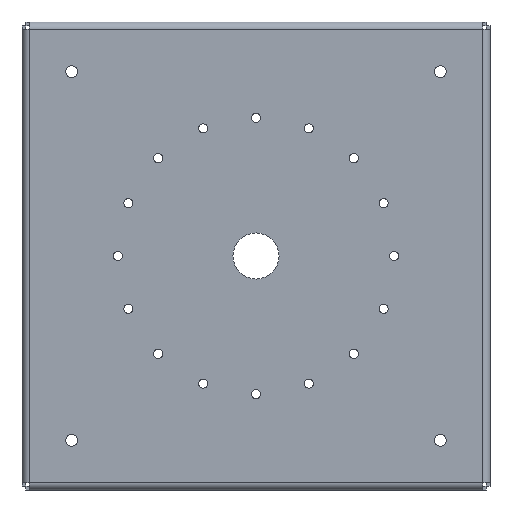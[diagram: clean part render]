
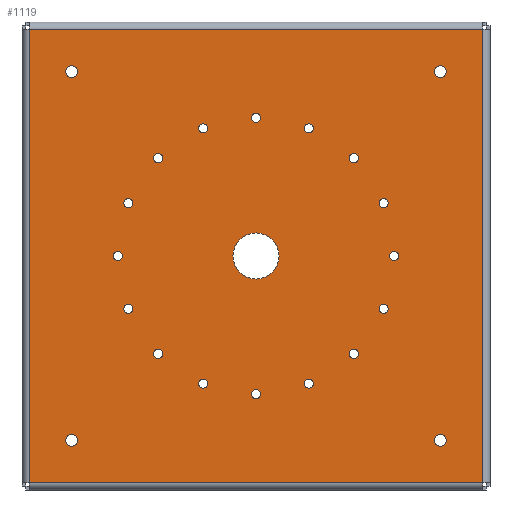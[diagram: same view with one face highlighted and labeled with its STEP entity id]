
A CAD part, front view. The second image highlights one B-rep face of the part: STEP entity #1119.
In plain terms, the highlighted planar face has unit normal (0, -1, 0).
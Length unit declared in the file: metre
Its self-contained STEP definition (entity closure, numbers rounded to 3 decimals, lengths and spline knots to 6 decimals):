
#24=LINE('',#1754,#108);
#25=LINE('',#1757,#109);
#26=LINE('',#1759,#110);
#27=LINE('',#1761,#111);
#108=VECTOR('',#1438,1.);
#109=VECTOR('',#1439,1.);
#110=VECTOR('',#1440,1.);
#111=VECTOR('',#1441,1.);
#189=PLANE('',#1241);
#293=ORIENTED_EDGE('',*,*,#511,.F.);
#294=ORIENTED_EDGE('',*,*,#513,.F.);
#295=ORIENTED_EDGE('',*,*,#515,.F.);
#296=ORIENTED_EDGE('',*,*,#517,.F.);
#297=ORIENTED_EDGE('',*,*,#519,.F.);
#298=ORIENTED_EDGE('',*,*,#521,.F.);
#299=ORIENTED_EDGE('',*,*,#523,.F.);
#300=ORIENTED_EDGE('',*,*,#525,.F.);
#301=ORIENTED_EDGE('',*,*,#527,.F.);
#302=ORIENTED_EDGE('',*,*,#529,.F.);
#303=ORIENTED_EDGE('',*,*,#531,.F.);
#304=ORIENTED_EDGE('',*,*,#533,.F.);
#305=ORIENTED_EDGE('',*,*,#535,.F.);
#306=ORIENTED_EDGE('',*,*,#537,.F.);
#307=ORIENTED_EDGE('',*,*,#539,.F.);
#308=ORIENTED_EDGE('',*,*,#541,.F.);
#309=ORIENTED_EDGE('',*,*,#543,.F.);
#310=ORIENTED_EDGE('',*,*,#545,.F.);
#311=ORIENTED_EDGE('',*,*,#547,.F.);
#312=ORIENTED_EDGE('',*,*,#549,.F.);
#313=ORIENTED_EDGE('',*,*,#551,.F.);
#314=ORIENTED_EDGE('',*,*,#556,.F.);
#315=ORIENTED_EDGE('',*,*,#557,.T.);
#316=ORIENTED_EDGE('',*,*,#558,.T.);
#317=ORIENTED_EDGE('',*,*,#559,.F.);
#511=EDGE_CURVE('',#653,#653,#751,.T.);
#513=EDGE_CURVE('',#655,#655,#753,.T.);
#515=EDGE_CURVE('',#657,#657,#755,.T.);
#517=EDGE_CURVE('',#659,#659,#757,.T.);
#519=EDGE_CURVE('',#661,#661,#759,.T.);
#521=EDGE_CURVE('',#663,#663,#761,.T.);
#523=EDGE_CURVE('',#665,#665,#763,.T.);
#525=EDGE_CURVE('',#667,#667,#765,.T.);
#527=EDGE_CURVE('',#669,#669,#767,.T.);
#529=EDGE_CURVE('',#671,#671,#769,.T.);
#531=EDGE_CURVE('',#673,#673,#771,.T.);
#533=EDGE_CURVE('',#675,#675,#773,.T.);
#535=EDGE_CURVE('',#677,#677,#775,.T.);
#537=EDGE_CURVE('',#679,#679,#777,.T.);
#539=EDGE_CURVE('',#681,#681,#779,.T.);
#541=EDGE_CURVE('',#683,#683,#781,.T.);
#543=EDGE_CURVE('',#685,#685,#783,.T.);
#545=EDGE_CURVE('',#687,#687,#785,.T.);
#547=EDGE_CURVE('',#689,#689,#787,.T.);
#549=EDGE_CURVE('',#691,#691,#789,.T.);
#551=EDGE_CURVE('',#693,#693,#791,.T.);
#556=EDGE_CURVE('',#698,#699,#24,.T.);
#557=EDGE_CURVE('',#698,#700,#25,.T.);
#558=EDGE_CURVE('',#700,#701,#26,.T.);
#559=EDGE_CURVE('',#699,#701,#27,.T.);
#653=VERTEX_POINT('',#1643);
#655=VERTEX_POINT('',#1648);
#657=VERTEX_POINT('',#1653);
#659=VERTEX_POINT('',#1658);
#661=VERTEX_POINT('',#1663);
#663=VERTEX_POINT('',#1668);
#665=VERTEX_POINT('',#1673);
#667=VERTEX_POINT('',#1678);
#669=VERTEX_POINT('',#1683);
#671=VERTEX_POINT('',#1688);
#673=VERTEX_POINT('',#1693);
#675=VERTEX_POINT('',#1698);
#677=VERTEX_POINT('',#1703);
#679=VERTEX_POINT('',#1708);
#681=VERTEX_POINT('',#1713);
#683=VERTEX_POINT('',#1718);
#685=VERTEX_POINT('',#1723);
#687=VERTEX_POINT('',#1728);
#689=VERTEX_POINT('',#1733);
#691=VERTEX_POINT('',#1738);
#693=VERTEX_POINT('',#1743);
#698=VERTEX_POINT('',#1755);
#699=VERTEX_POINT('',#1756);
#700=VERTEX_POINT('',#1758);
#701=VERTEX_POINT('',#1760);
#751=CIRCLE('',#1179,0.0065);
#753=CIRCLE('',#1182,0.0065);
#755=CIRCLE('',#1185,0.0065);
#757=CIRCLE('',#1188,0.0065);
#759=CIRCLE('',#1191,0.005);
#761=CIRCLE('',#1194,0.005);
#763=CIRCLE('',#1197,0.005);
#765=CIRCLE('',#1200,0.005);
#767=CIRCLE('',#1203,0.005);
#769=CIRCLE('',#1206,0.005);
#771=CIRCLE('',#1209,0.005);
#773=CIRCLE('',#1212,0.005);
#775=CIRCLE('',#1215,0.005);
#777=CIRCLE('',#1218,0.005);
#779=CIRCLE('',#1221,0.005);
#781=CIRCLE('',#1224,0.005);
#783=CIRCLE('',#1227,0.005);
#785=CIRCLE('',#1230,0.005);
#787=CIRCLE('',#1233,0.005);
#789=CIRCLE('',#1236,0.005);
#791=CIRCLE('',#1239,0.025);
#872=EDGE_LOOP('',(#293));
#873=EDGE_LOOP('',(#294));
#874=EDGE_LOOP('',(#295));
#875=EDGE_LOOP('',(#296));
#876=EDGE_LOOP('',(#297));
#877=EDGE_LOOP('',(#298));
#878=EDGE_LOOP('',(#299));
#879=EDGE_LOOP('',(#300));
#880=EDGE_LOOP('',(#301));
#881=EDGE_LOOP('',(#302));
#882=EDGE_LOOP('',(#303));
#883=EDGE_LOOP('',(#304));
#884=EDGE_LOOP('',(#305));
#885=EDGE_LOOP('',(#306));
#886=EDGE_LOOP('',(#307));
#887=EDGE_LOOP('',(#308));
#888=EDGE_LOOP('',(#309));
#889=EDGE_LOOP('',(#310));
#890=EDGE_LOOP('',(#311));
#891=EDGE_LOOP('',(#312));
#892=EDGE_LOOP('',(#313));
#893=EDGE_LOOP('',(#314,#315,#316,#317));
#1002=FACE_BOUND('',#872,.T.);
#1003=FACE_BOUND('',#873,.T.);
#1004=FACE_BOUND('',#874,.T.);
#1005=FACE_BOUND('',#875,.T.);
#1006=FACE_BOUND('',#876,.T.);
#1007=FACE_BOUND('',#877,.T.);
#1008=FACE_BOUND('',#878,.T.);
#1009=FACE_BOUND('',#879,.T.);
#1010=FACE_BOUND('',#880,.T.);
#1011=FACE_BOUND('',#881,.T.);
#1012=FACE_BOUND('',#882,.T.);
#1013=FACE_BOUND('',#883,.T.);
#1014=FACE_BOUND('',#884,.T.);
#1015=FACE_BOUND('',#885,.T.);
#1016=FACE_BOUND('',#886,.T.);
#1017=FACE_BOUND('',#887,.T.);
#1018=FACE_BOUND('',#888,.T.);
#1019=FACE_BOUND('',#889,.T.);
#1020=FACE_BOUND('',#890,.T.);
#1021=FACE_BOUND('',#891,.T.);
#1022=FACE_BOUND('',#892,.T.);
#1023=FACE_BOUND('',#893,.T.);
#1119=ADVANCED_FACE('',(#1002,#1003,#1004,#1005,#1006,#1007,#1008,#1009,
#1010,#1011,#1012,#1013,#1014,#1015,#1016,#1017,#1018,#1019,#1020,#1021,
#1022,#1023),#189,.T.);
#1179=AXIS2_PLACEMENT_3D('',#1642,#1308,#1309);
#1182=AXIS2_PLACEMENT_3D('',#1647,#1314,#1315);
#1185=AXIS2_PLACEMENT_3D('',#1652,#1320,#1321);
#1188=AXIS2_PLACEMENT_3D('',#1657,#1326,#1327);
#1191=AXIS2_PLACEMENT_3D('',#1662,#1332,#1333);
#1194=AXIS2_PLACEMENT_3D('',#1667,#1338,#1339);
#1197=AXIS2_PLACEMENT_3D('',#1672,#1344,#1345);
#1200=AXIS2_PLACEMENT_3D('',#1677,#1350,#1351);
#1203=AXIS2_PLACEMENT_3D('',#1682,#1356,#1357);
#1206=AXIS2_PLACEMENT_3D('',#1687,#1362,#1363);
#1209=AXIS2_PLACEMENT_3D('',#1692,#1368,#1369);
#1212=AXIS2_PLACEMENT_3D('',#1697,#1374,#1375);
#1215=AXIS2_PLACEMENT_3D('',#1702,#1380,#1381);
#1218=AXIS2_PLACEMENT_3D('',#1707,#1386,#1387);
#1221=AXIS2_PLACEMENT_3D('',#1712,#1392,#1393);
#1224=AXIS2_PLACEMENT_3D('',#1717,#1398,#1399);
#1227=AXIS2_PLACEMENT_3D('',#1722,#1404,#1405);
#1230=AXIS2_PLACEMENT_3D('',#1727,#1410,#1411);
#1233=AXIS2_PLACEMENT_3D('',#1732,#1416,#1417);
#1236=AXIS2_PLACEMENT_3D('',#1737,#1422,#1423);
#1239=AXIS2_PLACEMENT_3D('',#1742,#1428,#1429);
#1241=AXIS2_PLACEMENT_3D('',#1753,#1436,#1437);
#1308=DIRECTION('',(0.,-1.,0.));
#1309=DIRECTION('',(0.,0.,-1.));
#1314=DIRECTION('',(0.,-1.,0.));
#1315=DIRECTION('',(0.,0.,-1.));
#1320=DIRECTION('',(0.,-1.,0.));
#1321=DIRECTION('',(0.,0.,-1.));
#1326=DIRECTION('',(0.,-1.,0.));
#1327=DIRECTION('',(0.,0.,-1.));
#1332=DIRECTION('',(0.,-1.,0.));
#1333=DIRECTION('',(0.,0.,-1.));
#1338=DIRECTION('',(0.,-1.,0.));
#1339=DIRECTION('',(0.,0.,-1.));
#1344=DIRECTION('',(0.,-1.,0.));
#1345=DIRECTION('',(0.,0.,-1.));
#1350=DIRECTION('',(0.,-1.,0.));
#1351=DIRECTION('',(0.,0.,-1.));
#1356=DIRECTION('',(0.,-1.,0.));
#1357=DIRECTION('',(0.,0.,-1.));
#1362=DIRECTION('',(0.,-1.,0.));
#1363=DIRECTION('',(0.,0.,-1.));
#1368=DIRECTION('',(0.,-1.,0.));
#1369=DIRECTION('',(0.,0.,-1.));
#1374=DIRECTION('',(0.,-1.,0.));
#1375=DIRECTION('',(0.,0.,-1.));
#1380=DIRECTION('',(0.,-1.,0.));
#1381=DIRECTION('',(0.,0.,-1.));
#1386=DIRECTION('',(0.,-1.,0.));
#1387=DIRECTION('',(0.,0.,-1.));
#1392=DIRECTION('',(0.,-1.,0.));
#1393=DIRECTION('',(0.,0.,-1.));
#1398=DIRECTION('',(0.,-1.,0.));
#1399=DIRECTION('',(0.,0.,-1.));
#1404=DIRECTION('',(0.,-1.,0.));
#1405=DIRECTION('',(0.,0.,-1.));
#1410=DIRECTION('',(0.,-1.,0.));
#1411=DIRECTION('',(0.,0.,-1.));
#1416=DIRECTION('',(0.,-1.,0.));
#1417=DIRECTION('',(0.,0.,-1.));
#1422=DIRECTION('',(0.,-1.,0.));
#1423=DIRECTION('',(0.,0.,-1.));
#1428=DIRECTION('',(0.,-1.,0.));
#1429=DIRECTION('',(0.,0.,-1.));
#1436=DIRECTION('',(0.,-1.,0.));
#1437=DIRECTION('',(1.,0.,0.));
#1438=DIRECTION('',(-1.,0.,0.));
#1439=DIRECTION('',(0.,0.,1.));
#1440=DIRECTION('',(-1.,0.,0.));
#1441=DIRECTION('',(0.,0.,1.));
#1642=CARTESIAN_POINT('',(0.45,-0.004,0.45));
#1643=CARTESIAN_POINT('',(0.45,-0.004,0.4435));
#1647=CARTESIAN_POINT('',(0.45,-0.004,0.05));
#1648=CARTESIAN_POINT('',(0.45,-0.004,0.0435));
#1652=CARTESIAN_POINT('',(0.05,-0.004,0.05));
#1653=CARTESIAN_POINT('',(0.05,-0.004,0.0435));
#1657=CARTESIAN_POINT('',(0.05,-0.004,0.45));
#1658=CARTESIAN_POINT('',(0.05,-0.004,0.4435));
#1662=CARTESIAN_POINT('',(0.307403,-0.004,0.388582));
#1663=CARTESIAN_POINT('',(0.307403,-0.004,0.383582));
#1667=CARTESIAN_POINT('',(0.356066,-0.004,0.356066));
#1668=CARTESIAN_POINT('',(0.356066,-0.004,0.351066));
#1672=CARTESIAN_POINT('',(0.388582,-0.004,0.307403));
#1673=CARTESIAN_POINT('',(0.388582,-0.004,0.302403));
#1677=CARTESIAN_POINT('',(0.4,-0.004,0.25));
#1678=CARTESIAN_POINT('',(0.4,-0.004,0.245));
#1682=CARTESIAN_POINT('',(0.388582,-0.004,0.192597));
#1683=CARTESIAN_POINT('',(0.388582,-0.004,0.187597));
#1687=CARTESIAN_POINT('',(0.356066,-0.004,0.143934));
#1688=CARTESIAN_POINT('',(0.356066,-0.004,0.138934));
#1692=CARTESIAN_POINT('',(0.307403,-0.004,0.111418));
#1693=CARTESIAN_POINT('',(0.307403,-0.004,0.106418));
#1697=CARTESIAN_POINT('',(0.25,-0.004,0.1));
#1698=CARTESIAN_POINT('',(0.25,-0.004,0.095));
#1702=CARTESIAN_POINT('',(0.192597,-0.004,0.111418));
#1703=CARTESIAN_POINT('',(0.192597,-0.004,0.106418));
#1707=CARTESIAN_POINT('',(0.143934,-0.004,0.143934));
#1708=CARTESIAN_POINT('',(0.143934,-0.004,0.138934));
#1712=CARTESIAN_POINT('',(0.111418,-0.004,0.192597));
#1713=CARTESIAN_POINT('',(0.111418,-0.004,0.187597));
#1717=CARTESIAN_POINT('',(0.1,-0.004,0.25));
#1718=CARTESIAN_POINT('',(0.1,-0.004,0.245));
#1722=CARTESIAN_POINT('',(0.111418,-0.004,0.307403));
#1723=CARTESIAN_POINT('',(0.111418,-0.004,0.302403));
#1727=CARTESIAN_POINT('',(0.143934,-0.004,0.356066));
#1728=CARTESIAN_POINT('',(0.143934,-0.004,0.351066));
#1732=CARTESIAN_POINT('',(0.192597,-0.004,0.388582));
#1733=CARTESIAN_POINT('',(0.192597,-0.004,0.383582));
#1737=CARTESIAN_POINT('',(0.25,-0.004,0.4));
#1738=CARTESIAN_POINT('',(0.25,-0.004,0.395));
#1742=CARTESIAN_POINT('',(0.25,-0.004,0.25));
#1743=CARTESIAN_POINT('',(0.25,-0.004,0.225));
#1753=CARTESIAN_POINT('',(0.25,-0.004,0.25));
#1754=CARTESIAN_POINT('',(0.25,-0.004,0.004));
#1755=CARTESIAN_POINT('',(0.496,-0.004,0.004));
#1756=CARTESIAN_POINT('',(0.004,-0.004,0.004));
#1757=CARTESIAN_POINT('',(0.496,-0.004,0.25));
#1758=CARTESIAN_POINT('',(0.496,-0.004,0.496));
#1759=CARTESIAN_POINT('',(0.25,-0.004,0.496));
#1760=CARTESIAN_POINT('',(0.004,-0.004,0.496));
#1761=CARTESIAN_POINT('',(0.004,-0.004,0.25));
